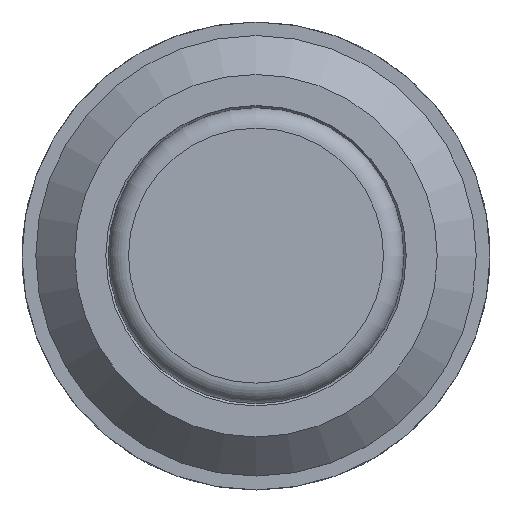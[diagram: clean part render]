
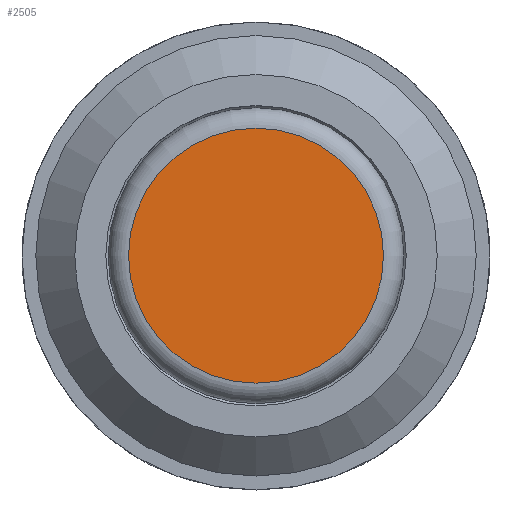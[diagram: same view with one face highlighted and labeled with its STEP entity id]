
A CAD part, top view. The second image highlights one B-rep face of the part: STEP entity #2505.
In plain terms, the highlighted planar face has unit normal (0, 0, 1).
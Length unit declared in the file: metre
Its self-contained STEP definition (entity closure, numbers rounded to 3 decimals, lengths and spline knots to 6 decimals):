
#120=PLANE('',#2753);
#612=CIRCLE('',#2752,0.00955);
#896=ORIENTED_EDGE('',*,*,#1537,.T.);
#1537=EDGE_CURVE('',#1870,#1870,#612,.T.);
#1870=VERTEX_POINT('',#5534);
#2112=EDGE_LOOP('',(#896));
#2295=FACE_BOUND('',#2112,.T.);
#2505=ADVANCED_FACE('',(#2295),#120,.F.);
#2752=AXIS2_PLACEMENT_3D('',#5533,#3180,#3181);
#2753=AXIS2_PLACEMENT_3D('',#5535,#3182,#3183);
#3180=DIRECTION('',(0.,0.,1.));
#3181=DIRECTION('',(1.,0.,0.));
#3182=DIRECTION('',(0.,0.,-1.));
#3183=DIRECTION('',(-1.,0.,0.));
#5533=CARTESIAN_POINT('',(0.,0.,0.04318));
#5534=CARTESIAN_POINT('',(0.00955,0.,0.04318));
#5535=CARTESIAN_POINT('',(0.004775,0.,0.04318));
